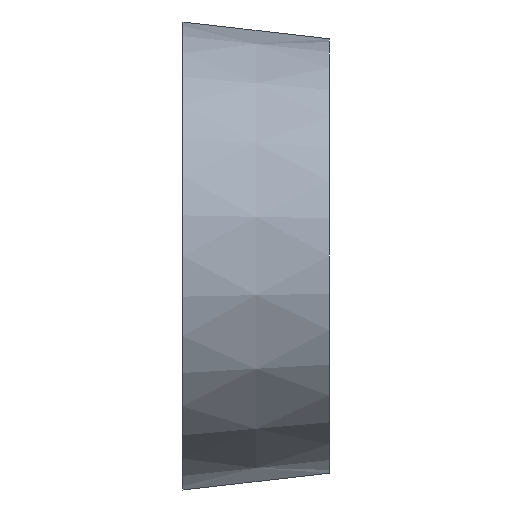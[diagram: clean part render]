
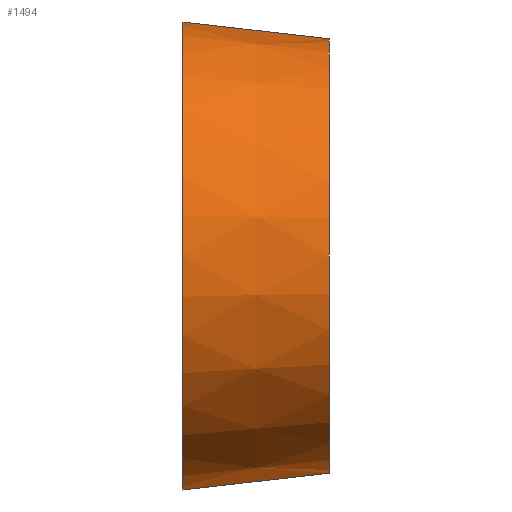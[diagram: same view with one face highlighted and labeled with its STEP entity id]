
A CAD part, left-side view. The second image highlights one B-rep face of the part: STEP entity #1494.
In plain terms, the highlighted conical face has half-angle 6.546 degrees and reference radius 161.5 mm.
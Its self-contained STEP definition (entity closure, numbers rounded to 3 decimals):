
#60 = CARTESIAN_POINT ( 'NONE',  ( -99.5, 0., -175.5 ) ) ;
#209 = ORIENTED_EDGE ( 'NONE', *, *, #918, .F. ) ;
#352 = AXIS2_PLACEMENT_3D ( 'NONE', #4221, #3579, #3903 ) ;
#481 = CARTESIAN_POINT ( 'NONE',  ( -99.5, 0., 175.5 ) ) ;
#524 = CARTESIAN_POINT ( 'NONE',  ( -99.5, 0., -175.5 ) ) ;
#722 = CARTESIAN_POINT ( 'NONE',  ( -99.5, -110., -162.877 ) ) ;
#835 = ORIENTED_EDGE ( 'NONE', *, *, #2483, .T. ) ;
#844 = AXIS2_PLACEMENT_3D ( 'NONE', #969, #3329, #1360 ) ;
#859 = VECTOR ( 'NONE', #2364, 1000. ) ;
#918 = EDGE_CURVE ( 'NONE', #1534, #3156, #1167, .T. ) ;
#969 = CARTESIAN_POINT ( 'NONE',  ( -99.5, 0., 0. ) ) ;
#1067 = VECTOR ( 'NONE', #1489, 1000. ) ;
#1167 = CIRCLE ( 'NONE', #1563, 162.877 ) ;
#1307 = DIRECTION ( 'NONE',  ( 0., 0., 1. ) ) ;
#1324 = DIRECTION ( 'NONE',  ( 0., -1., 0. ) ) ;
#1360 = DIRECTION ( 'NONE',  ( 0., 0., -1. ) ) ;
#1379 = LINE ( 'NONE', #481, #859 ) ;
#1390 = CARTESIAN_POINT ( 'NONE',  ( -99.5, 0., 175.5 ) ) ;
#1466 = VERTEX_POINT ( 'NONE', #60 ) ;
#1489 = DIRECTION ( 'NONE',  ( 0., 0.993, -0.114 ) ) ;
#1494 = ADVANCED_FACE ( 'NONE', ( #3232 ), #2965, .T. ) ;
#1534 = VERTEX_POINT ( 'NONE', #1944 ) ;
#1563 = AXIS2_PLACEMENT_3D ( 'NONE', #2599, #1324, #1307 ) ;
#1944 = CARTESIAN_POINT ( 'NONE',  ( -99.5, -110., 162.877 ) ) ;
#1948 = EDGE_CURVE ( 'NONE', #3184, #1466, #3528, .T. ) ;
#2132 = ORIENTED_EDGE ( 'NONE', *, *, #3865, .F. ) ;
#2364 = DIRECTION ( 'NONE',  ( 0., 0.993, 0.114 ) ) ;
#2483 = EDGE_CURVE ( 'NONE', #1534, #3184, #1379, .T. ) ;
#2599 = CARTESIAN_POINT ( 'NONE',  ( -99.5, -110., 0. ) ) ;
#2811 = LINE ( 'NONE', #524, #1067 ) ;
#2939 = EDGE_LOOP ( 'NONE', ( #209, #835, #3465, #2132 ) ) ;
#2965 = CONICAL_SURFACE ( 'NONE', #352, 161.5, 0.114 ) ;
#3156 = VERTEX_POINT ( 'NONE', #722 ) ;
#3184 = VERTEX_POINT ( 'NONE', #1390 ) ;
#3232 = FACE_OUTER_BOUND ( 'NONE', #2939, .T. ) ;
#3329 = DIRECTION ( 'NONE',  ( 0., -1., 0. ) ) ;
#3465 = ORIENTED_EDGE ( 'NONE', *, *, #1948, .T. ) ;
#3528 = CIRCLE ( 'NONE', #844, 175.5 ) ;
#3579 = DIRECTION ( 'NONE',  ( 0., 1., 0. ) ) ;
#3865 = EDGE_CURVE ( 'NONE', #3156, #1466, #2811, .T. ) ;
#3903 = DIRECTION ( 'NONE',  ( 0., 0., 1. ) ) ;
#4221 = CARTESIAN_POINT ( 'NONE',  ( -99.5, -122., 0. ) ) ;
